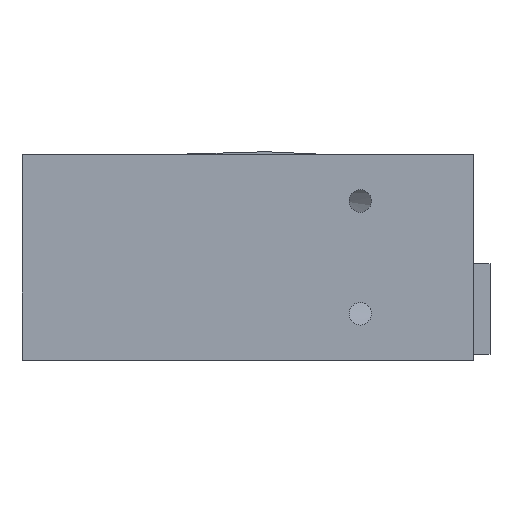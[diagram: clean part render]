
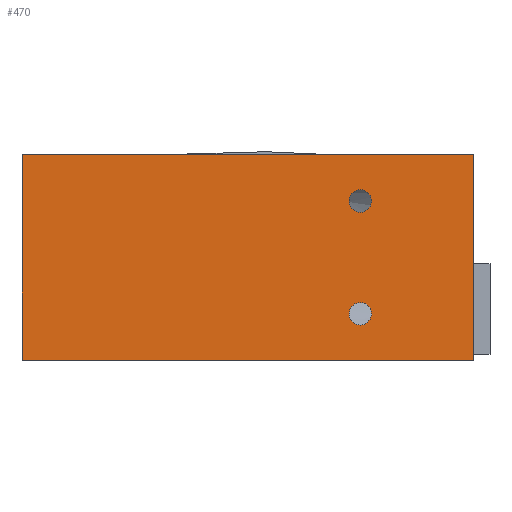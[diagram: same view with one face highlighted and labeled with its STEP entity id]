
A CAD part, left-side view. The second image highlights one B-rep face of the part: STEP entity #470.
In plain terms, the highlighted planar face has unit normal (-1, 0, 0).
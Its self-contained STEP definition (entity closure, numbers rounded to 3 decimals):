
#62=CIRCLE('',#564,20.);
#63=CIRCLE('',#565,20.);
#98=ORIENTED_EDGE('',*,*,#206,.T.);
#99=ORIENTED_EDGE('',*,*,#207,.F.);
#100=ORIENTED_EDGE('',*,*,#192,.T.);
#101=ORIENTED_EDGE('',*,*,#196,.T.);
#102=ORIENTED_EDGE('',*,*,#199,.T.);
#103=ORIENTED_EDGE('',*,*,#202,.T.);
#192=EDGE_CURVE('',#250,#251,#290,.T.);
#196=EDGE_CURVE('',#251,#254,#294,.T.);
#199=EDGE_CURVE('',#254,#256,#297,.T.);
#202=EDGE_CURVE('',#256,#250,#300,.T.);
#206=EDGE_CURVE('',#260,#260,#62,.T.);
#207=EDGE_CURVE('',#261,#261,#63,.T.);
#250=VERTEX_POINT('',#749);
#251=VERTEX_POINT('',#750);
#254=VERTEX_POINT('',#758);
#256=VERTEX_POINT('',#764);
#260=VERTEX_POINT('',#778);
#261=VERTEX_POINT('',#780);
#290=LINE('',#748,#328);
#294=LINE('',#757,#332);
#297=LINE('',#763,#335);
#300=LINE('',#769,#338);
#328=VECTOR('',#610,1000.);
#332=VECTOR('',#616,1000.);
#335=VECTOR('',#621,1000.);
#338=VECTOR('',#626,1000.);
#373=EDGE_LOOP('',(#98));
#374=EDGE_LOOP('',(#99));
#375=EDGE_LOOP('',(#100,#101,#102,#103));
#411=FACE_BOUND('',#373,.T.);
#412=FACE_BOUND('',#374,.T.);
#413=FACE_BOUND('',#375,.T.);
#447=PLANE('',#563);
#470=ADVANCED_FACE('',(#411,#412,#413),#447,.T.);
#563=AXIS2_PLACEMENT_3D('',#776,#634,#635);
#564=AXIS2_PLACEMENT_3D('',#777,#636,#637);
#565=AXIS2_PLACEMENT_3D('',#779,#638,#639);
#610=DIRECTION('',(0.,0.,1.));
#616=DIRECTION('',(0.,1.,0.));
#621=DIRECTION('',(0.,0.,-1.));
#626=DIRECTION('',(0.,-1.,0.));
#634=DIRECTION('',(-1.,0.,0.));
#635=DIRECTION('',(0.,-1.,0.));
#636=DIRECTION('',(1.,0.,0.));
#637=DIRECTION('',(0.,-1.,0.));
#638=DIRECTION('',(-1.,0.,0.));
#639=DIRECTION('',(0.,-1.,0.));
#748=CARTESIAN_POINT('',(0.,-400.,-182.5));
#749=CARTESIAN_POINT('',(0.,-400.,-182.5));
#750=CARTESIAN_POINT('',(0.,-400.,182.5));
#757=CARTESIAN_POINT('',(0.,-400.,182.5));
#758=CARTESIAN_POINT('',(0.,400.,182.5));
#763=CARTESIAN_POINT('',(0.,400.,182.5));
#764=CARTESIAN_POINT('',(0.,400.,-182.5));
#769=CARTESIAN_POINT('',(0.,400.,-182.5));
#776=CARTESIAN_POINT('',(0.,0.,0.));
#777=CARTESIAN_POINT('',(0.,-200.,-100.));
#778=CARTESIAN_POINT('',(0.,-220.,-100.));
#779=CARTESIAN_POINT('',(0.,-200.,100.));
#780=CARTESIAN_POINT('',(0.,-220.,100.));
